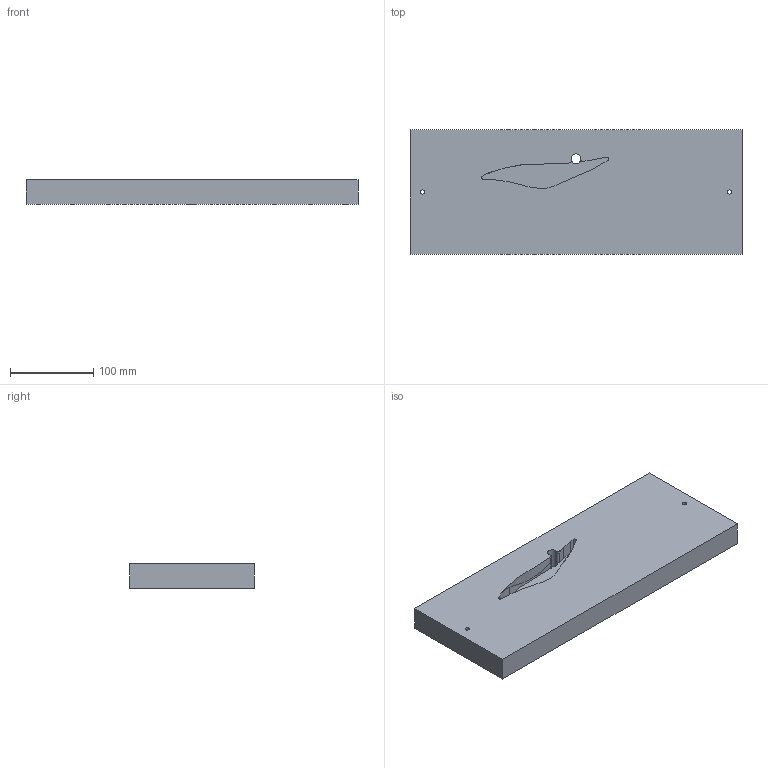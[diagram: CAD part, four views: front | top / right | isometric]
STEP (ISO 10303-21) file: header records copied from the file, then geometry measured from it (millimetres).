
FILE_DESCRIPTION (( 'STEP AP214' ), '1' );
FILE_NAME ('FTM-DK-CM-L-38-T-SHAPE-rev0.0.STEP', '2020-02-12T10:15:01', ( '' ), ( '' ), 'SwSTEP 2.0', 'SolidWorks 2019', '' );
FILE_SCHEMA (( 'AUTOMOTIVE_DESIGN' ));
Length unit declared in the file: millimetre
Products named in the file (1): FTM-DK-CM-L-38-T-SHAPE-rev0.0
Bounding box: 400 x 150 x 29 mm (x, y, z)
Volume: 1688294.9 mm3; surface area: 159107.8 mm2
Topology: 1 solids, 1 shells, 51 faces, 135 edges, 82 vertices
Faces by surface type: cylinder 21, bspline 12, plane 10, cone 8
Entity records: 2215 total; most frequent: CARTESIAN_POINT 843, ORIENTED_EDGE 254, DIRECTION 223, EDGE_CURVE 127, VERTEX_POINT 82, AXIS2_PLACEMENT_3D 80, LINE 63, VECTOR 63
